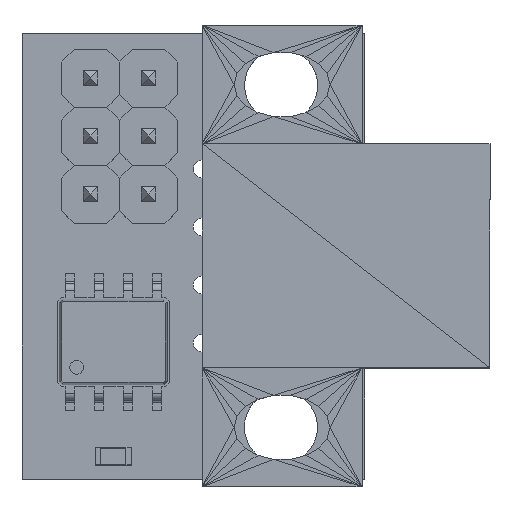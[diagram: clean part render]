
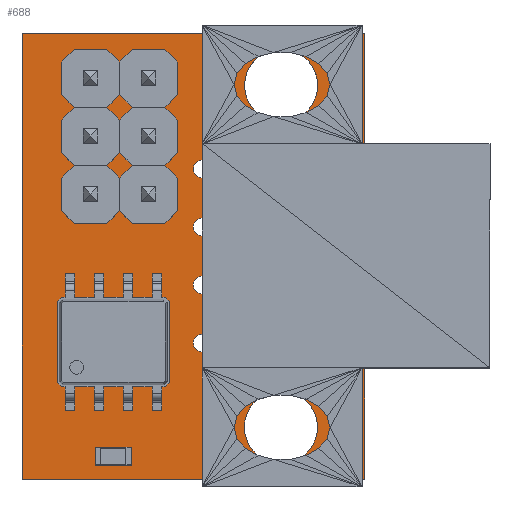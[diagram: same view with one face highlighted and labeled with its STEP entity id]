
A CAD part, top view. The second image highlights one B-rep face of the part: STEP entity #688.
In plain terms, the highlighted planar face has unit normal (0, 0, 1).
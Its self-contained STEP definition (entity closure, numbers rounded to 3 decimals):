
#49 = VERTEX_POINT('',#50);
#50 = CARTESIAN_POINT('',(195.,-107.,0.));
#67 = VERTEX_POINT('',#68);
#68 = CARTESIAN_POINT('',(195.,-97.5,0.));
#74 = EDGE_CURVE('',#49,#67,#75,.T.);
#75 = LINE('',#76,#77);
#76 = CARTESIAN_POINT('',(195.,-107.,0.));
#77 = VECTOR('',#78,1.);
#78 = DIRECTION('',(0.,1.,0.));
#89 = VERTEX_POINT('',#90);
#90 = CARTESIAN_POINT('',(190.,-107.,0.));
#105 = EDGE_CURVE('',#89,#49,#106,.T.);
#106 = LINE('',#107,#108);
#107 = CARTESIAN_POINT('',(190.,-107.,0.));
#108 = VECTOR('',#109,1.);
#109 = DIRECTION('',(1.,0.,0.));
#129 = VERTEX_POINT('',#130);
#130 = CARTESIAN_POINT('',(190.,-97.5,0.));
#136 = EDGE_CURVE('',#67,#129,#137,.T.);
#137 = LINE('',#138,#139);
#138 = CARTESIAN_POINT('',(195.,-97.5,0.));
#139 = VECTOR('',#140,1.);
#140 = DIRECTION('',(-1.,0.,0.));
#151 = VERTEX_POINT('',#152);
#152 = CARTESIAN_POINT('',(190.,-112.,0.));
#167 = EDGE_CURVE('',#151,#89,#168,.T.);
#168 = LINE('',#169,#170);
#169 = CARTESIAN_POINT('',(190.,-112.,0.));
#170 = VECTOR('',#171,1.);
#171 = DIRECTION('',(0.,1.,0.));
#191 = VERTEX_POINT('',#192);
#192 = CARTESIAN_POINT('',(190.,-92.5,0.));
#198 = EDGE_CURVE('',#129,#191,#199,.T.);
#199 = LINE('',#200,#201);
#200 = CARTESIAN_POINT('',(190.,-97.5,0.));
#201 = VECTOR('',#202,1.);
#202 = DIRECTION('',(0.,1.,0.));
#213 = VERTEX_POINT('',#214);
#214 = CARTESIAN_POINT('',(175.,-112.,0.));
#229 = EDGE_CURVE('',#213,#151,#230,.T.);
#230 = LINE('',#231,#232);
#231 = CARTESIAN_POINT('',(175.,-112.,0.));
#232 = VECTOR('',#233,1.);
#233 = DIRECTION('',(1.,0.,0.));
#253 = VERTEX_POINT('',#254);
#254 = CARTESIAN_POINT('',(175.,-92.5,0.));
#260 = EDGE_CURVE('',#191,#253,#261,.T.);
#261 = LINE('',#262,#263);
#262 = CARTESIAN_POINT('',(190.,-92.5,0.));
#263 = VECTOR('',#264,1.);
#264 = DIRECTION('',(-1.,0.,0.));
#282 = EDGE_CURVE('',#253,#213,#283,.T.);
#283 = LINE('',#284,#285);
#284 = CARTESIAN_POINT('',(175.,-92.5,0.));
#285 = VECTOR('',#286,1.);
#286 = DIRECTION('',(0.,-1.,0.));
#297 = VERTEX_POINT('',#298);
#298 = CARTESIAN_POINT('',(181.04,-94.46,0.));
#314 = EDGE_CURVE('',#297,#297,#315,.T.);
#315 = CIRCLE('',#316,0.5);
#316 = AXIS2_PLACEMENT_3D('',#317,#318,#319);
#317 = CARTESIAN_POINT('',(180.54,-94.46,0.));
#318 = DIRECTION('',(0.,0.,1.));
#319 = DIRECTION('',(1.,0.,0.));
#330 = VERTEX_POINT('',#331);
#331 = CARTESIAN_POINT('',(178.5,-94.46,0.));
#347 = EDGE_CURVE('',#330,#330,#348,.T.);
#348 = CIRCLE('',#349,0.5);
#349 = AXIS2_PLACEMENT_3D('',#350,#351,#352);
#350 = CARTESIAN_POINT('',(178.,-94.46,0.));
#351 = DIRECTION('',(0.,0.,1.));
#352 = DIRECTION('',(1.,0.,0.));
#363 = VERTEX_POINT('',#364);
#364 = CARTESIAN_POINT('',(178.5,-97.,0.));
#380 = EDGE_CURVE('',#363,#363,#381,.T.);
#381 = CIRCLE('',#382,0.5);
#382 = AXIS2_PLACEMENT_3D('',#383,#384,#385);
#383 = CARTESIAN_POINT('',(178.,-97.,0.));
#384 = DIRECTION('',(0.,0.,1.));
#385 = DIRECTION('',(1.,0.,0.));
#396 = VERTEX_POINT('',#397);
#397 = CARTESIAN_POINT('',(181.04,-97.,0.));
#413 = EDGE_CURVE('',#396,#396,#414,.T.);
#414 = CIRCLE('',#415,0.5);
#415 = AXIS2_PLACEMENT_3D('',#416,#417,#418);
#416 = CARTESIAN_POINT('',(180.54,-97.,0.));
#417 = DIRECTION('',(0.,0.,1.));
#418 = DIRECTION('',(1.,0.,0.));
#429 = VERTEX_POINT('',#430);
#430 = CARTESIAN_POINT('',(178.5,-99.54,0.));
#446 = EDGE_CURVE('',#429,#429,#447,.T.);
#447 = CIRCLE('',#448,0.5);
#448 = AXIS2_PLACEMENT_3D('',#449,#450,#451);
#449 = CARTESIAN_POINT('',(178.,-99.54,0.));
#450 = DIRECTION('',(0.,0.,1.));
#451 = DIRECTION('',(1.,0.,0.));
#462 = VERTEX_POINT('',#463);
#463 = CARTESIAN_POINT('',(181.04,-99.54,0.));
#479 = EDGE_CURVE('',#462,#462,#480,.T.);
#480 = CIRCLE('',#481,0.5);
#481 = AXIS2_PLACEMENT_3D('',#482,#483,#484);
#482 = CARTESIAN_POINT('',(180.54,-99.54,0.));
#483 = DIRECTION('',(0.,0.,1.));
#484 = DIRECTION('',(1.,0.,0.));
#495 = VERTEX_POINT('',#496);
#496 = CARTESIAN_POINT('',(182.88,-98.044,0.));
#512 = EDGE_CURVE('',#495,#495,#513,.T.);
#513 = CIRCLE('',#514,0.381);
#514 = AXIS2_PLACEMENT_3D('',#515,#516,#517);
#515 = CARTESIAN_POINT('',(182.88,-98.425,0.));
#516 = DIRECTION('',(0.,0.,1.));
#517 = DIRECTION('',(0.,1.,0.));
#528 = VERTEX_POINT('',#529);
#529 = CARTESIAN_POINT('',(182.88,-105.664,0.));
#545 = EDGE_CURVE('',#528,#528,#546,.T.);
#546 = CIRCLE('',#547,0.381);
#547 = AXIS2_PLACEMENT_3D('',#548,#549,#550);
#548 = CARTESIAN_POINT('',(182.88,-106.045,0.));
#549 = DIRECTION('',(0.,0.,1.));
#550 = DIRECTION('',(0.,1.,0.));
#561 = VERTEX_POINT('',#562);
#562 = CARTESIAN_POINT('',(182.88,-103.124,0.));
#578 = EDGE_CURVE('',#561,#561,#579,.T.);
#579 = CIRCLE('',#580,0.381);
#580 = AXIS2_PLACEMENT_3D('',#581,#582,#583);
#581 = CARTESIAN_POINT('',(182.88,-103.505,0.));
#582 = DIRECTION('',(0.,0.,1.));
#583 = DIRECTION('',(0.,1.,0.));
#594 = VERTEX_POINT('',#595);
#595 = CARTESIAN_POINT('',(182.88,-100.584,0.));
#611 = EDGE_CURVE('',#594,#594,#612,.T.);
#612 = CIRCLE('',#613,0.381);
#613 = AXIS2_PLACEMENT_3D('',#614,#615,#616);
#614 = CARTESIAN_POINT('',(182.88,-100.965,0.));
#615 = DIRECTION('',(0.,0.,1.));
#616 = DIRECTION('',(0.,1.,0.));
#627 = VERTEX_POINT('',#628);
#628 = CARTESIAN_POINT('',(187.94,-94.77,0.));
#644 = EDGE_CURVE('',#627,#627,#645,.T.);
#645 = CIRCLE('',#646,1.6);
#646 = AXIS2_PLACEMENT_3D('',#647,#648,#649);
#647 = CARTESIAN_POINT('',(186.34,-94.77,0.));
#648 = DIRECTION('',(0.,0.,1.));
#649 = DIRECTION('',(1.,0.,0.));
#660 = VERTEX_POINT('',#661);
#661 = CARTESIAN_POINT('',(187.93,-109.73,0.));
#677 = EDGE_CURVE('',#660,#660,#678,.T.);
#678 = CIRCLE('',#679,1.6);
#679 = AXIS2_PLACEMENT_3D('',#680,#681,#682);
#680 = CARTESIAN_POINT('',(186.33,-109.73,0.));
#681 = DIRECTION('',(0.,0.,1.));
#682 = DIRECTION('',(1.,0.,0.));
#688 = ADVANCED_FACE('',(#689,#699,#702,#705,#708,#711,#714,#717,#720,
    #723,#726,#729,#732),#735,.F.);
#689 = FACE_BOUND('',#690,.F.);
#690 = EDGE_LOOP('',(#691,#692,#693,#694,#695,#696,#697,#698));
#691 = ORIENTED_EDGE('',*,*,#74,.F.);
#692 = ORIENTED_EDGE('',*,*,#105,.F.);
#693 = ORIENTED_EDGE('',*,*,#167,.F.);
#694 = ORIENTED_EDGE('',*,*,#229,.F.);
#695 = ORIENTED_EDGE('',*,*,#282,.F.);
#696 = ORIENTED_EDGE('',*,*,#260,.F.);
#697 = ORIENTED_EDGE('',*,*,#198,.F.);
#698 = ORIENTED_EDGE('',*,*,#136,.F.);
#699 = FACE_BOUND('',#700,.F.);
#700 = EDGE_LOOP('',(#701));
#701 = ORIENTED_EDGE('',*,*,#314,.T.);
#702 = FACE_BOUND('',#703,.F.);
#703 = EDGE_LOOP('',(#704));
#704 = ORIENTED_EDGE('',*,*,#347,.T.);
#705 = FACE_BOUND('',#706,.F.);
#706 = EDGE_LOOP('',(#707));
#707 = ORIENTED_EDGE('',*,*,#380,.T.);
#708 = FACE_BOUND('',#709,.F.);
#709 = EDGE_LOOP('',(#710));
#710 = ORIENTED_EDGE('',*,*,#413,.T.);
#711 = FACE_BOUND('',#712,.F.);
#712 = EDGE_LOOP('',(#713));
#713 = ORIENTED_EDGE('',*,*,#446,.T.);
#714 = FACE_BOUND('',#715,.F.);
#715 = EDGE_LOOP('',(#716));
#716 = ORIENTED_EDGE('',*,*,#479,.T.);
#717 = FACE_BOUND('',#718,.F.);
#718 = EDGE_LOOP('',(#719));
#719 = ORIENTED_EDGE('',*,*,#512,.T.);
#720 = FACE_BOUND('',#721,.F.);
#721 = EDGE_LOOP('',(#722));
#722 = ORIENTED_EDGE('',*,*,#545,.T.);
#723 = FACE_BOUND('',#724,.F.);
#724 = EDGE_LOOP('',(#725));
#725 = ORIENTED_EDGE('',*,*,#578,.T.);
#726 = FACE_BOUND('',#727,.F.);
#727 = EDGE_LOOP('',(#728));
#728 = ORIENTED_EDGE('',*,*,#611,.T.);
#729 = FACE_BOUND('',#730,.F.);
#730 = EDGE_LOOP('',(#731));
#731 = ORIENTED_EDGE('',*,*,#644,.T.);
#732 = FACE_BOUND('',#733,.F.);
#733 = EDGE_LOOP('',(#734));
#734 = ORIENTED_EDGE('',*,*,#677,.T.);
#735 = PLANE('',#736);
#736 = AXIS2_PLACEMENT_3D('',#737,#738,#739);
#737 = CARTESIAN_POINT('',(195.,-107.,0.));
#738 = DIRECTION('',(0.,0.,-1.));
#739 = DIRECTION('',(-1.,0.,0.));
